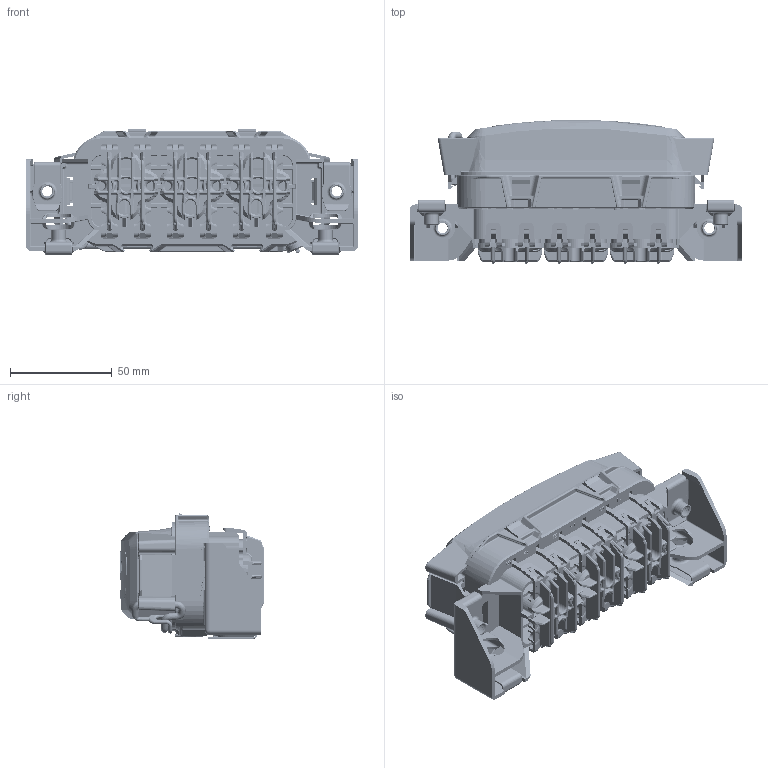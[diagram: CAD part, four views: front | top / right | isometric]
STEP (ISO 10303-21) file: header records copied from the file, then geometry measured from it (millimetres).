
FILE_DESCRIPTION((''),'2;1');
FILE_NAME('PDM-R_SERIES_B_HOUSING_EX_NCF_ASM','2024-05-07T13:56:22',('20077268'),(''),'CREO PARAMETRIC BY PTC INC, 2017110','CREO PARAMETRIC BY PTC INC, 2017110','');
FILE_SCHEMA(('CONFIG_CONTROL_DESIGN'));
Products named in the file (15): C26-1012-2B_SALES_NCF; C14-1013_INSTALLED_NCF; PDM-RS_INSTALLED_NCF_ASM; PDM-R4B01_NCF_ASM; C27-1012-1_NCF; PDM-TC_NCF_ASM; C02-1012-M_NCF; PDM-TMC_NCF_ASM; C38-1001_INSTALLED_NCF; PDM-SCT_INSTALLED_NCF_ASM; C38-1000_NCF; PDM-TT1_NCF_ASM; C38-1005_NCF; PDM-TT2_NCF_ASM; PDM-R_SERIES_B_HOUSING_EX_NCF_ASM
Assembly tree (24 placements, depth 4):
  PDM-R_SERIES_B_HOUSING_EX_NCF_ASM
    PDM-R4B01_NCF_ASM
      C26-1012-2B_SALES_NCF
      PDM-RS_INSTALLED_NCF_ASM
        C14-1013_INSTALLED_NCF
    PDM-TC_NCF_ASM
      C27-1012-1_NCF
    PDM-TMC_NCF_ASM  x4
      C02-1012-M_NCF
    PDM-SCT_INSTALLED_NCF_ASM
      C38-1001_INSTALLED_NCF
    PDM-TT1_NCF_ASM  x6
      C38-1000_NCF
    PDM-TT2_NCF_ASM  x3
      C38-1005_NCF
Bounding box: 163 x 70.71 x 61.66 mm (x, y, z)
Volume: 150702.1 mm3; surface area: 172825.6 mm2
Topology: 17 solids, 17 shells, 6665 faces, 17177 edges, 10507 vertices
Faces by surface type: plane 2576, cylinder 2082, bspline 668, cone 594, torus 472, sphere 182, extrusion 91
Entity records: 150099 total; most frequent: CARTESIAN_POINT 47068, ORIENTED_EDGE 22264, DIRECTION 20507, EDGE_CURVE 11132, AXIS2_PLACEMENT_3D 7041, VERTEX_POINT 6801, VECTOR 6425, LINE 6334
